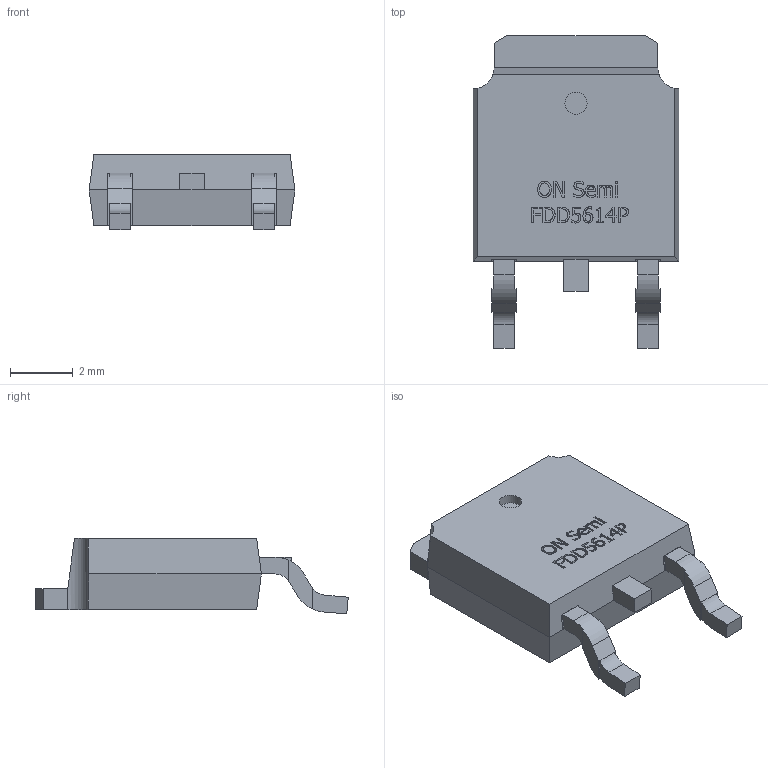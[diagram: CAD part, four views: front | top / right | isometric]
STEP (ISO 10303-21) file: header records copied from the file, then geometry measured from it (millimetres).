
FILE_DESCRIPTION( ( '' ), ' ' );
FILE_NAME( '5b4cc12d26b4b60eae537b0e.step', '2018-07-16T16:00:45', ( '' ), ( '' ), ' ', ' ', ' ' );
FILE_SCHEMA( ( 'AUTOMOTIVE_DESIGN { 1 0 10303 214 1 1 1 1 }' ) );
Length unit declared in the file: metre
Products named in the file (5): Open CASCADE STEP translator 6.8 2; Open CASCADE STEP translator 6.8 1
Bounding box: 6.54 x 9.94 x 2.42 mm (x, y, z)
Volume: 92.5 mm3; surface area: 179 mm2
Topology: 5 solids, 5 shells, 319 faces, 842 edges, 556 vertices
Faces by surface type: plane 196, extrusion 93, cylinder 26, bspline 4
Full cylindrical faces by diameter (mm): 0.702 x1
Entity records: 17444 total; most frequent: CARTESIAN_POINT 3105, ORIENTED_EDGE 1682, DIRECTION 1239, STYLED_ITEM 1160, PRESENTATION_STYLE_ASSIGNMENT 1160, COLOUR_RGB 1160, EDGE_CURVE 841, CURVE_STYLE 841
